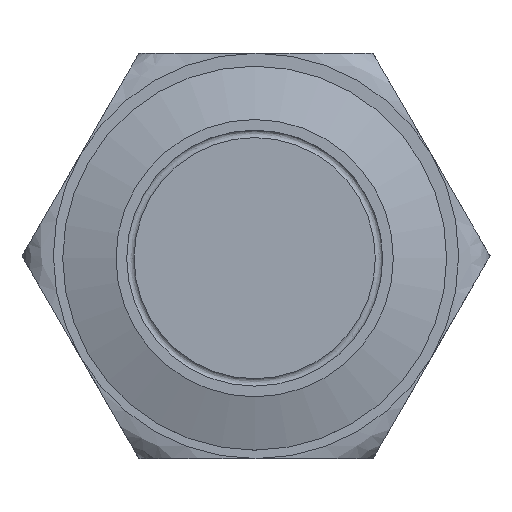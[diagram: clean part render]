
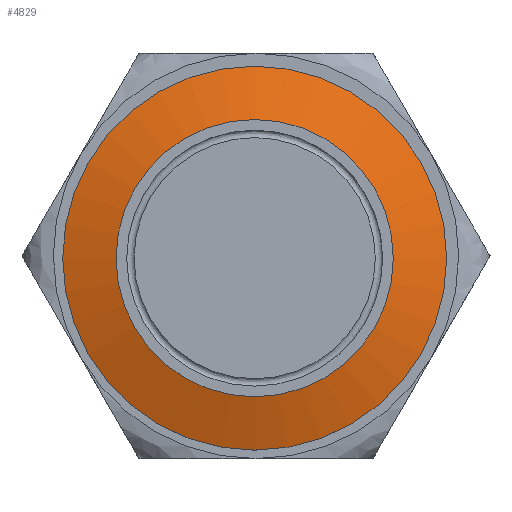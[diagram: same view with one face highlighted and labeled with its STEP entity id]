
A CAD part, top view. The second image highlights one B-rep face of the part: STEP entity #4829.
In plain terms, the highlighted conical face has half-angle 71.91 degrees and reference radius 6.5 mm.
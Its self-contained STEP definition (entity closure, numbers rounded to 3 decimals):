
#4810 = VERTEX_POINT('',#4811);
#4811 = CARTESIAN_POINT('',(0.,-9.,-0.1));
#4817 = EDGE_CURVE('',#4810,#4810,#4818,.T.);
#4818 = CIRCLE('',#4819,9.);
#4819 = AXIS2_PLACEMENT_3D('',#4820,#4821,#4822);
#4820 = CARTESIAN_POINT('',(0.,0.,-0.1));
#4821 = DIRECTION('',(0.,0.,1.));
#4822 = DIRECTION('',(0.,-1.,0.));
#4829 = ADVANCED_FACE('',(#4830),#4849,.T.);
#4830 = FACE_BOUND('',#4831,.F.);
#4831 = EDGE_LOOP('',(#4832,#4841,#4847,#4848));
#4832 = ORIENTED_EDGE('',*,*,#4833,.T.);
#4833 = EDGE_CURVE('',#4834,#4834,#4836,.T.);
#4834 = VERTEX_POINT('',#4835);
#4835 = CARTESIAN_POINT('',(0.,-6.5,0.717));
#4836 = CIRCLE('',#4837,6.5);
#4837 = AXIS2_PLACEMENT_3D('',#4838,#4839,#4840);
#4838 = CARTESIAN_POINT('',(0.,0.,0.717));
#4839 = DIRECTION('',(0.,0.,1.));
#4840 = DIRECTION('',(0.,-1.,0.));
#4841 = ORIENTED_EDGE('',*,*,#4842,.T.);
#4842 = EDGE_CURVE('',#4834,#4810,#4843,.T.);
#4843 = LINE('',#4844,#4845);
#4844 = CARTESIAN_POINT('',(0.,-6.5,0.717));
#4845 = VECTOR('',#4846,1.);
#4846 = DIRECTION('',(0.,-0.951,-0.311));
#4847 = ORIENTED_EDGE('',*,*,#4817,.F.);
#4848 = ORIENTED_EDGE('',*,*,#4842,.F.);
#4849 = CONICAL_SURFACE('',#4850,6.5,1.255);
#4850 = AXIS2_PLACEMENT_3D('',#4851,#4852,#4853);
#4851 = CARTESIAN_POINT('',(0.,0.,0.717));
#4852 = DIRECTION('',(0.,0.,-1.));
#4853 = DIRECTION('',(0.,-1.,0.));
